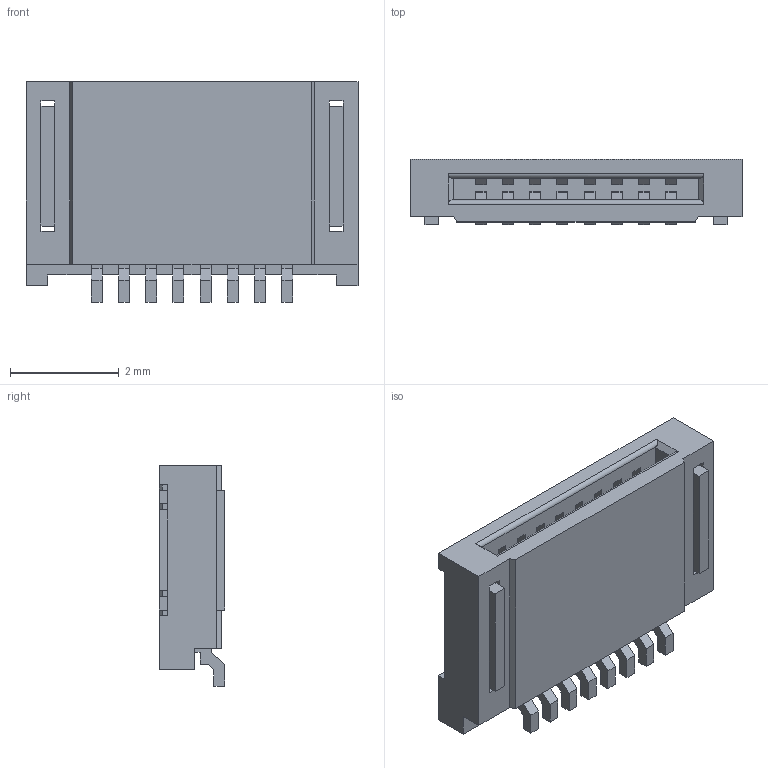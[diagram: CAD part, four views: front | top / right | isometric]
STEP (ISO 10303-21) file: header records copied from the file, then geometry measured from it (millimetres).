
FILE_DESCRIPTION((''),'2;1');
FILE_NAME('512810894','2016-07-05T',('gsharma'),(''),'PRO/ENGINEER BY PARAMETRIC TECHNOLOGY CORPORATION, 2012310','PRO/ENGINEER BY PARAMETRIC TECHNOLOGY CORPORATION, 2012310','');
FILE_SCHEMA(('CONFIG_CONTROL_DESIGN'));
Length unit declared in the file: millimetre
Products named in the file (1): 512810894
Bounding box: 6.1 x 1.2 x 4.05 mm (x, y, z)
Volume: 19.2 mm3; surface area: 119.7 mm2
Topology: 1 solids, 1 shells, 407 faces, 1198 edges, 788 vertices
Faces by surface type: plane 369, cylinder 38
Entity records: 13253 total; most frequent: CARTESIAN_POINT 2374, ORIENTED_EDGE 2316, DIRECTION 2082, EDGE_CURVE 1158, VECTOR 1122, LINE 1122, VERTEX_POINT 748, AXIS2_PLACEMENT_3D 480
